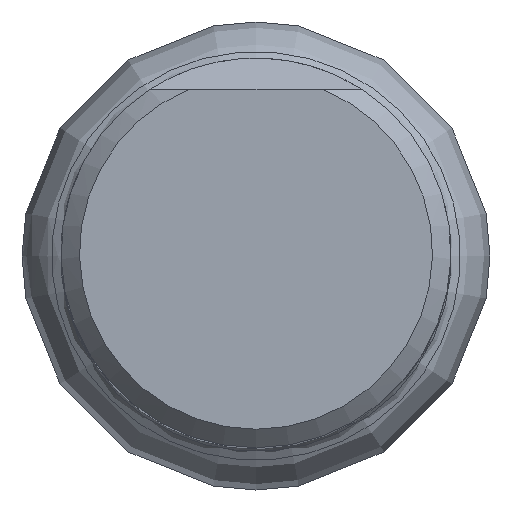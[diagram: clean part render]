
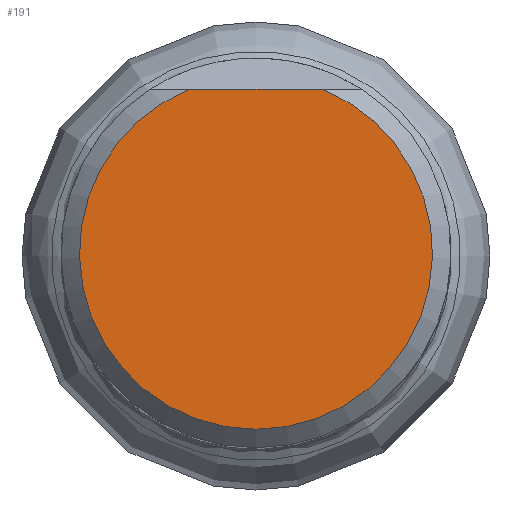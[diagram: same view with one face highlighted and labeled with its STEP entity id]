
A CAD part, top view. The second image highlights one B-rep face of the part: STEP entity #191.
In plain terms, the highlighted planar face has unit normal (0, 0, 1).
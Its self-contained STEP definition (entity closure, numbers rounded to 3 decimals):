
#123=LINE('',#918,#135);
#135=VECTOR('',#698,1.);
#145=FACE_OUTER_BOUND('',#270,.T.);
#163=PLANE('',#593);
#191=ADVANCED_FACE('',(#145),#163,.T.);
#270=EDGE_LOOP('',(#329,#330));
#329=ORIENTED_EDGE('',*,*,#432,.F.);
#330=ORIENTED_EDGE('',*,*,#430,.T.);
#396=VERTEX_POINT('',#910);
#397=VERTEX_POINT('',#912);
#430=EDGE_CURVE('',#397,#396,#455,.T.);
#432=EDGE_CURVE('',#397,#396,#123,.T.);
#455=CIRCLE('',#591,14.371);
#591=AXIS2_PLACEMENT_3D('',#911,#694,#695);
#593=AXIS2_PLACEMENT_3D('',#919,#699,#700);
#694=DIRECTION('',(0.,0.,1.));
#695=DIRECTION('',(1.,0.,0.));
#698=DIRECTION('',(1.,0.,0.));
#699=DIRECTION('',(0.,0.,1.));
#700=DIRECTION('',(-1.,0.,0.));
#910=CARTESIAN_POINT('',(5.471,13.289,0.));
#911=CARTESIAN_POINT('',(0.,0.,0.));
#912=CARTESIAN_POINT('',(-5.471,13.289,0.));
#918=CARTESIAN_POINT('',(0.,13.289,0.));
#919=CARTESIAN_POINT('',(0.,0.,0.));
